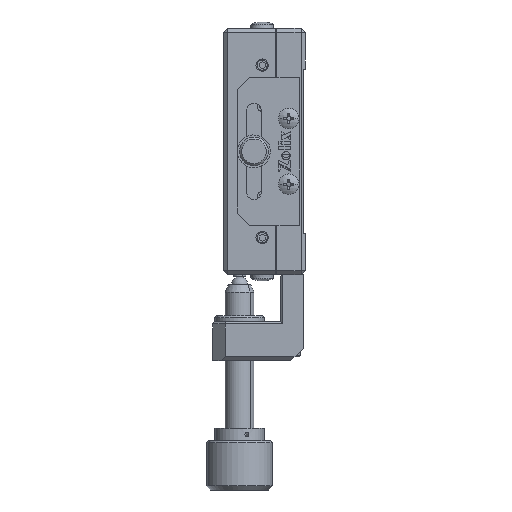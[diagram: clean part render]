
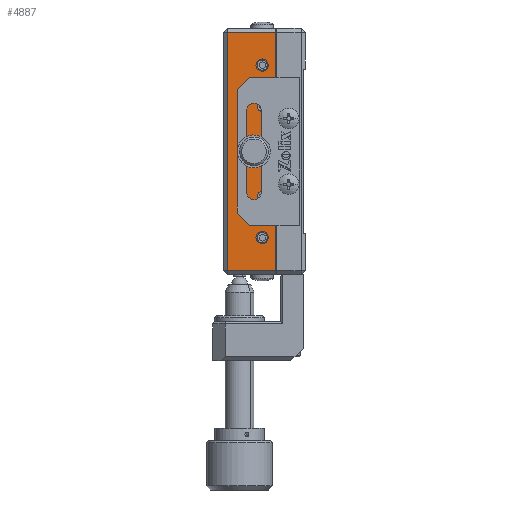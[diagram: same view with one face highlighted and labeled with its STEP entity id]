
A CAD part, left-side view. The second image highlights one B-rep face of the part: STEP entity #4887.
In plain terms, the highlighted planar face has unit normal (-1, 0, 0).
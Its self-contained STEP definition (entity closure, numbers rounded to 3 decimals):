
#283 = CIRCLE ( 'NONE', #7541, 1.25 ) ;
#787 = DIRECTION ( 'NONE',  ( 0., 0., 1. ) ) ;
#820 = DIRECTION ( 'NONE',  ( 0., 0., 1. ) ) ;
#844 = CIRCLE ( 'NONE', #4766, 1.25 ) ;
#1372 = VERTEX_POINT ( 'NONE', #14393 ) ;
#1596 = VERTEX_POINT ( 'NONE', #17654 ) ;
#1890 = EDGE_CURVE ( 'NONE', #1372, #19374, #13357, .T. ) ;
#1976 = CARTESIAN_POINT ( 'NONE',  ( -30., 10.5, 9.75 ) ) ;
#2584 = PLANE ( 'NONE',  #22147 ) ;
#2592 = DIRECTION ( 'NONE',  ( -1., 0., 0. ) ) ;
#2653 = DIRECTION ( 'NONE',  ( 0., 0., 1. ) ) ;
#2844 = CIRCLE ( 'NONE', #26381, 1.25 ) ;
#3303 = DIRECTION ( 'NONE',  ( 0., -1., 0. ) ) ;
#3333 = ORIENTED_EDGE ( 'NONE', *, *, #26423, .F. ) ;
#3808 = VERTEX_POINT ( 'NONE', #20443 ) ;
#3837 = CARTESIAN_POINT ( 'NONE',  ( -30., 12.5, 1.25 ) ) ;
#3850 = EDGE_CURVE ( 'NONE', #4622, #1596, #5014, .T. ) ;
#4144 = VECTOR ( 'NONE', #3303, 1000. ) ;
#4210 = CARTESIAN_POINT ( 'NONE',  ( -30., 19., -29. ) ) ;
#4220 = VERTEX_POINT ( 'NONE', #1976 ) ;
#4299 = FACE_BOUND ( 'NONE', #14429, .T. ) ;
#4331 = FACE_BOUND ( 'NONE', #17379, .T. ) ;
#4458 = CARTESIAN_POINT ( 'NONE',  ( -30., 10.5, 21. ) ) ;
#4622 = VERTEX_POINT ( 'NONE', #23903 ) ;
#4766 = AXIS2_PLACEMENT_3D ( 'NONE', #14086, #13885, #13986 ) ;
#4887 = ADVANCED_FACE ( 'NONE', ( #20393, #4331, #15055, #26438, #7516, #4299 ), #2584, .T. ) ;
#4988 = CARTESIAN_POINT ( 'NONE',  ( -30., 10.5, -21. ) ) ;
#5014 = LINE ( 'NONE', #18857, #22130 ) ;
#5324 = ORIENTED_EDGE ( 'NONE', *, *, #19794, .T. ) ;
#5509 = EDGE_CURVE ( 'NONE', #10807, #10631, #10349, .T. ) ;
#5614 = DIRECTION ( 'NONE',  ( -1., 0., 0. ) ) ;
#5626 = CARTESIAN_POINT ( 'NONE',  ( -30., 7.3, -29. ) ) ;
#5823 = CARTESIAN_POINT ( 'NONE',  ( -30., 10.5, 11. ) ) ;
#5922 = ORIENTED_EDGE ( 'NONE', *, *, #24577, .T. ) ;
#6329 = DIRECTION ( 'NONE',  ( -1., 0., 0. ) ) ;
#6419 = DIRECTION ( 'NONE',  ( 0., 0., -1. ) ) ;
#7260 = DIRECTION ( 'NONE',  ( -1., 0., 0. ) ) ;
#7275 = DIRECTION ( 'NONE',  ( 0., 1., 0. ) ) ;
#7516 = FACE_BOUND ( 'NONE', #11417, .T. ) ;
#7541 = AXIS2_PLACEMENT_3D ( 'NONE', #5823, #28340, #8011 ) ;
#7836 = VERTEX_POINT ( 'NONE', #4210 ) ;
#7889 = DIRECTION ( 'NONE',  ( -1., 0., 0. ) ) ;
#8011 = DIRECTION ( 'NONE',  ( 0., 0., 1. ) ) ;
#8969 = ORIENTED_EDGE ( 'NONE', *, *, #3850, .T. ) ;
#9122 = ORIENTED_EDGE ( 'NONE', *, *, #22717, .F. ) ;
#9227 = CIRCLE ( 'NONE', #27166, 1.25 ) ;
#9347 = CIRCLE ( 'NONE', #25209, 1.25 ) ;
#9630 = VERTEX_POINT ( 'NONE', #13595 ) ;
#9831 = ORIENTED_EDGE ( 'NONE', *, *, #14016, .F. ) ;
#10349 = CIRCLE ( 'NONE', #23917, 1.25 ) ;
#10622 = EDGE_LOOP ( 'NONE', ( #24679, #8969, #5922, #5324 ) ) ;
#10631 = VERTEX_POINT ( 'NONE', #22817 ) ;
#10758 = ORIENTED_EDGE ( 'NONE', *, *, #18911, .F. ) ;
#10807 = VERTEX_POINT ( 'NONE', #17238 ) ;
#10839 = EDGE_CURVE ( 'NONE', #14374, #4622, #12873, .T. ) ;
#11417 = EDGE_LOOP ( 'NONE', ( #9831, #11644 ) ) ;
#11485 = DIRECTION ( 'NONE',  ( 0., 0., 1. ) ) ;
#11644 = ORIENTED_EDGE ( 'NONE', *, *, #1890, .F. ) ;
#12325 = EDGE_CURVE ( 'NONE', #4220, #9630, #16908, .T. ) ;
#12597 = ORIENTED_EDGE ( 'NONE', *, *, #24203, .F. ) ;
#12873 = LINE ( 'NONE', #17041, #15214 ) ;
#13357 = CIRCLE ( 'NONE', #15613, 1.25 ) ;
#13467 = EDGE_LOOP ( 'NONE', ( #9122, #16245 ) ) ;
#13595 = CARTESIAN_POINT ( 'NONE',  ( -30., 10.5, 12.25 ) ) ;
#13748 = DIRECTION ( 'NONE',  ( 0., 0., 1. ) ) ;
#13866 = DIRECTION ( 'NONE',  ( 0., 0., 1. ) ) ;
#13885 = DIRECTION ( 'NONE',  ( -1., 0., 0. ) ) ;
#13936 = ORIENTED_EDGE ( 'NONE', *, *, #5509, .F. ) ;
#13986 = DIRECTION ( 'NONE',  ( 0., 0., 1. ) ) ;
#13990 = VERTEX_POINT ( 'NONE', #20128 ) ;
#14004 = DIRECTION ( 'NONE',  ( -1., 0., 0. ) ) ;
#14016 = EDGE_CURVE ( 'NONE', #19374, #1372, #21050, .T. ) ;
#14021 = DIRECTION ( 'NONE',  ( -1., 0., 0. ) ) ;
#14086 = CARTESIAN_POINT ( 'NONE',  ( -30., 10.5, -11. ) ) ;
#14374 = VERTEX_POINT ( 'NONE', #5626 ) ;
#14393 = CARTESIAN_POINT ( 'NONE',  ( -30., 10.5, 19.75 ) ) ;
#14429 = EDGE_LOOP ( 'NONE', ( #10758, #21602 ) ) ;
#15055 = FACE_BOUND ( 'NONE', #13467, .T. ) ;
#15214 = VECTOR ( 'NONE', #23991, 1000. ) ;
#15445 = EDGE_CURVE ( 'NONE', #10631, #10807, #2844, .T. ) ;
#15497 = EDGE_LOOP ( 'NONE', ( #17434, #13936 ) ) ;
#15613 = AXIS2_PLACEMENT_3D ( 'NONE', #18657, #7260, #13866 ) ;
#15840 = CARTESIAN_POINT ( 'NONE',  ( -30., 7.3, -30. ) ) ;
#15953 = VERTEX_POINT ( 'NONE', #29076 ) ;
#16245 = ORIENTED_EDGE ( 'NONE', *, *, #24108, .F. ) ;
#16475 = CARTESIAN_POINT ( 'NONE',  ( -30., 12.5, 0. ) ) ;
#16604 = CARTESIAN_POINT ( 'NONE',  ( -30., 12.5, 0. ) ) ;
#16908 = CIRCLE ( 'NONE', #21570, 1.25 ) ;
#17041 = CARTESIAN_POINT ( 'NONE',  ( -30., 7.3, -30. ) ) ;
#17238 = CARTESIAN_POINT ( 'NONE',  ( -30., 10.5, -22.25 ) ) ;
#17309 = CARTESIAN_POINT ( 'NONE',  ( -30., 10.5, 22.25 ) ) ;
#17379 = EDGE_LOOP ( 'NONE', ( #12597, #3333 ) ) ;
#17387 = AXIS2_PLACEMENT_3D ( 'NONE', #19392, #5614, #787 ) ;
#17434 = ORIENTED_EDGE ( 'NONE', *, *, #15445, .F. ) ;
#17654 = CARTESIAN_POINT ( 'NONE',  ( -30., 19., 29. ) ) ;
#18126 = DIRECTION ( 'NONE',  ( -1., 0., 0. ) ) ;
#18657 = CARTESIAN_POINT ( 'NONE',  ( -30., 10.5, 21. ) ) ;
#18857 = CARTESIAN_POINT ( 'NONE',  ( -30., 7.3, 29. ) ) ;
#18911 = EDGE_CURVE ( 'NONE', #9630, #4220, #283, .T. ) ;
#19374 = VERTEX_POINT ( 'NONE', #17309 ) ;
#19392 = CARTESIAN_POINT ( 'NONE',  ( -30., 10.5, -11. ) ) ;
#19794 = EDGE_CURVE ( 'NONE', #7836, #14374, #28377, .T. ) ;
#20128 = CARTESIAN_POINT ( 'NONE',  ( -30., 12.5, -1.25 ) ) ;
#20393 = FACE_OUTER_BOUND ( 'NONE', #10622, .T. ) ;
#20443 = CARTESIAN_POINT ( 'NONE',  ( -30., 10.5, -12.25 ) ) ;
#20637 = AXIS2_PLACEMENT_3D ( 'NONE', #4458, #6329, #24501 ) ;
#21024 = DIRECTION ( 'NONE',  ( 0., 0., 1. ) ) ;
#21050 = CIRCLE ( 'NONE', #20637, 1.25 ) ;
#21570 = AXIS2_PLACEMENT_3D ( 'NONE', #21576, #7889, #23850 ) ;
#21576 = CARTESIAN_POINT ( 'NONE',  ( -30., 10.5, 11. ) ) ;
#21602 = ORIENTED_EDGE ( 'NONE', *, *, #12325, .F. ) ;
#22130 = VECTOR ( 'NONE', #7275, 1000. ) ;
#22147 = AXIS2_PLACEMENT_3D ( 'NONE', #15840, #18126, #13748 ) ;
#22717 = EDGE_CURVE ( 'NONE', #15953, #3808, #24614, .T. ) ;
#22794 = VERTEX_POINT ( 'NONE', #3837 ) ;
#22817 = CARTESIAN_POINT ( 'NONE',  ( -30., 10.5, -19.75 ) ) ;
#23063 = CARTESIAN_POINT ( 'NONE',  ( -30., 10.5, -21. ) ) ;
#23850 = DIRECTION ( 'NONE',  ( 0., 0., 1. ) ) ;
#23903 = CARTESIAN_POINT ( 'NONE',  ( -30., 7.3, 29. ) ) ;
#23917 = AXIS2_PLACEMENT_3D ( 'NONE', #23063, #14021, #2653 ) ;
#23991 = DIRECTION ( 'NONE',  ( 0., 0., 1. ) ) ;
#24108 = EDGE_CURVE ( 'NONE', #3808, #15953, #844, .T. ) ;
#24203 = EDGE_CURVE ( 'NONE', #22794, #13990, #9347, .T. ) ;
#24501 = DIRECTION ( 'NONE',  ( 0., 0., 1. ) ) ;
#24577 = EDGE_CURVE ( 'NONE', #1596, #7836, #27859, .T. ) ;
#24614 = CIRCLE ( 'NONE', #17387, 1.25 ) ;
#24665 = VECTOR ( 'NONE', #6419, 1000. ) ;
#24679 = ORIENTED_EDGE ( 'NONE', *, *, #10839, .T. ) ;
#25209 = AXIS2_PLACEMENT_3D ( 'NONE', #16604, #25617, #820 ) ;
#25617 = DIRECTION ( 'NONE',  ( -1., 0., 0. ) ) ;
#25819 = CARTESIAN_POINT ( 'NONE',  ( -30., 7.3, -29. ) ) ;
#26381 = AXIS2_PLACEMENT_3D ( 'NONE', #4988, #14004, #11485 ) ;
#26423 = EDGE_CURVE ( 'NONE', #13990, #22794, #9227, .T. ) ;
#26438 = FACE_BOUND ( 'NONE', #15497, .T. ) ;
#27166 = AXIS2_PLACEMENT_3D ( 'NONE', #16475, #2592, #21024 ) ;
#27167 = CARTESIAN_POINT ( 'NONE',  ( -30., 19., -30. ) ) ;
#27859 = LINE ( 'NONE', #27167, #24665 ) ;
#28340 = DIRECTION ( 'NONE',  ( -1., 0., 0. ) ) ;
#28377 = LINE ( 'NONE', #25819, #4144 ) ;
#29076 = CARTESIAN_POINT ( 'NONE',  ( -30., 10.5, -9.75 ) ) ;
